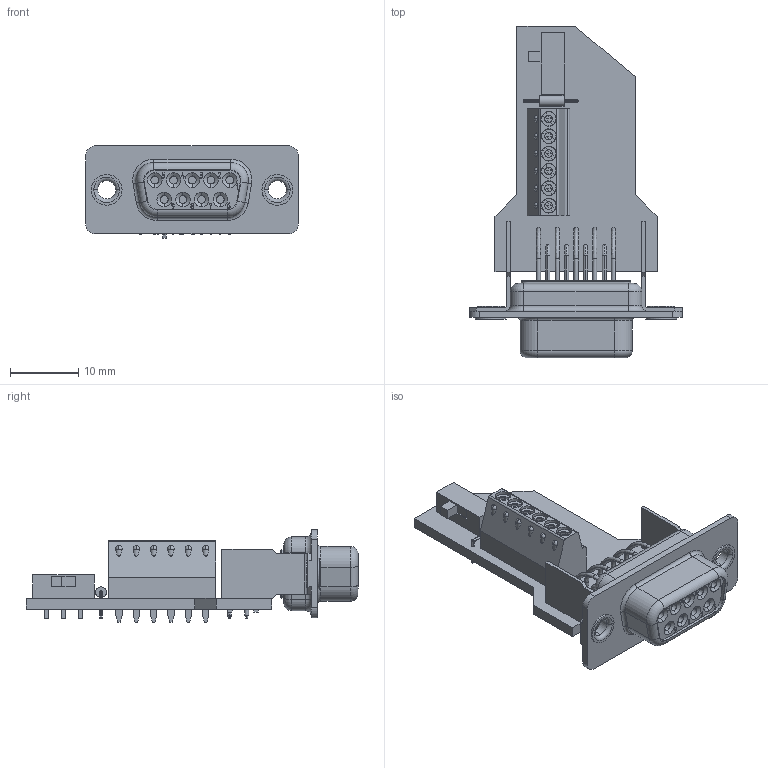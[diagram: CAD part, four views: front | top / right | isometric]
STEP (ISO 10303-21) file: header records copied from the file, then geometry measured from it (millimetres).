
FILE_DESCRIPTION(('Creo Elements/Direct Modeling STEP Export'),'2;1');
FILE_NAME('model.stp','2019-09-06T 4:08:20',(''),(''),'Creo Elements/Direct Modeling STEP processor for AP214 (Solid Model)','Creo Elements/Direct Modeling 20.1A 29-Sep-2018 (C) Parametric Technology GmbH','');
FILE_SCHEMA(('AUTOMOTIVE_DESIGN { 1 0 10303 214 1 1 1 1 }'));
Length unit declared in the file: millimetre
Products named in the file (2): VS-09-BU-DSUB_CAN.1; VS-09-BU-DSUB_CAN
Assembly tree (1 placements, depth 2):
  VS-09-BU-DSUB_CAN
    VS-09-BU-DSUB_CAN.1
Bounding box: 31.19 x 48.64 x 13.56 mm (x, y, z)
Volume: 3727.8 mm3; surface area: 4270.8 mm2
Topology: 1 solids, 1 shells, 1225 faces, 3212 edges, 2077 vertices
Faces by surface type: plane 781, cylinder 300, extrusion 50, cone 36, torus 32, sphere 16, bspline 10
Entity records: 46352 total; most frequent: CARTESIAN_POINT 7504, ORIENTED_EDGE 6392, DIRECTION 5511, EDGE_CURVE 3196, VECTOR 2239, LINE 2189, VERTEX_POINT 2077, AXIS2_PLACEMENT_3D 1636
